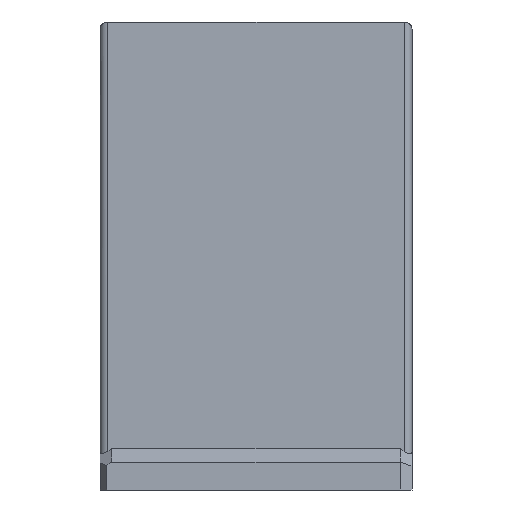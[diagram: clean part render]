
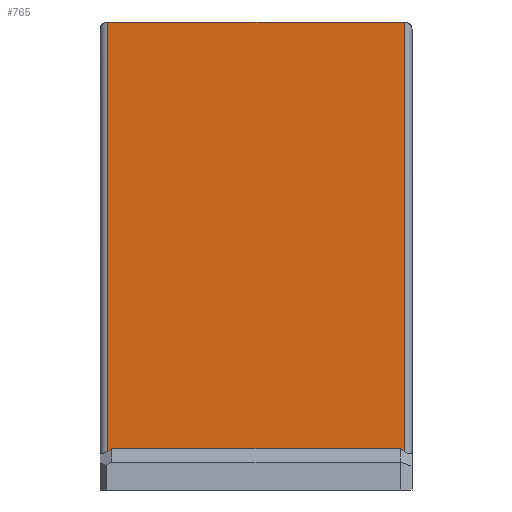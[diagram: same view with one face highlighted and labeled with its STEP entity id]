
A CAD part, left-side view. The second image highlights one B-rep face of the part: STEP entity #765.
In plain terms, the highlighted planar face has unit normal (-1, 0, 0).
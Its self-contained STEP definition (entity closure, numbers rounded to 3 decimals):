
#49=FACE_OUTER_BOUND('',#89,.T.);
#89=EDGE_LOOP('',(#619,#620,#621,#622,#623,#624));
#116=LINE('',#1059,#214);
#146=LINE('',#1126,#244);
#165=LINE('',#1165,#263);
#181=LINE('',#1203,#279);
#184=LINE('',#1208,#282);
#185=LINE('',#1213,#283);
#214=VECTOR('',#854,10.);
#244=VECTOR('',#904,10.);
#263=VECTOR('',#937,10.);
#279=VECTOR('',#971,10.);
#282=VECTOR('',#978,10.);
#283=VECTOR('',#987,10.);
#312=VERTEX_POINT('',#1056);
#313=VERTEX_POINT('',#1058);
#339=VERTEX_POINT('',#1123);
#340=VERTEX_POINT('',#1125);
#353=VERTEX_POINT('',#1164);
#366=VERTEX_POINT('',#1201);
#382=EDGE_CURVE('',#313,#312,#116,.T.);
#415=EDGE_CURVE('',#339,#340,#146,.F.);
#435=EDGE_CURVE('',#353,#339,#165,.T.);
#455=EDGE_CURVE('',#366,#353,#181,.T.);
#458=EDGE_CURVE('',#313,#366,#184,.T.);
#461=EDGE_CURVE('',#312,#340,#185,.T.);
#619=ORIENTED_EDGE('',*,*,#435,.F.);
#620=ORIENTED_EDGE('',*,*,#455,.F.);
#621=ORIENTED_EDGE('',*,*,#458,.F.);
#622=ORIENTED_EDGE('',*,*,#382,.T.);
#623=ORIENTED_EDGE('',*,*,#461,.T.);
#624=ORIENTED_EDGE('',*,*,#415,.F.);
#727=PLANE('',#829);
#765=ADVANCED_FACE('',(#49),#727,.T.);
#829=AXIS2_PLACEMENT_3D('',#1212,#985,#986);
#854=DIRECTION('',(0.,-0.832,0.555));
#904=DIRECTION('',(0.,-0.832,-0.555));
#937=DIRECTION('',(0.,0.,-1.));
#971=DIRECTION('',(0.,-1.,0.));
#978=DIRECTION('',(0.,0.,1.));
#985=DIRECTION('center_axis',(-1.,0.,0.));
#986=DIRECTION('ref_axis',(0.,-1.,0.));
#987=DIRECTION('',(0.,-1.,0.));
#1056=CARTESIAN_POINT('',(1.5,19.25,2.65));
#1058=CARTESIAN_POINT('',(1.5,19.5,2.483));
#1059=CARTESIAN_POINT('',(1.5,19.841,2.256));
#1123=CARTESIAN_POINT('',(1.5,0.5,2.483));
#1125=CARTESIAN_POINT('',(1.5,0.75,2.65));
#1126=CARTESIAN_POINT('',(1.5,6.502,6.485));
#1164=CARTESIAN_POINT('',(1.5,0.5,30.));
#1165=CARTESIAN_POINT('',(1.5,0.5,0.));
#1201=CARTESIAN_POINT('',(1.5,19.5,30.));
#1203=CARTESIAN_POINT('',(1.5,0.,30.));
#1208=CARTESIAN_POINT('',(1.5,19.5,0.));
#1212=CARTESIAN_POINT('Origin',(1.5,20.,0.));
#1213=CARTESIAN_POINT('',(1.5,15.,2.65));
